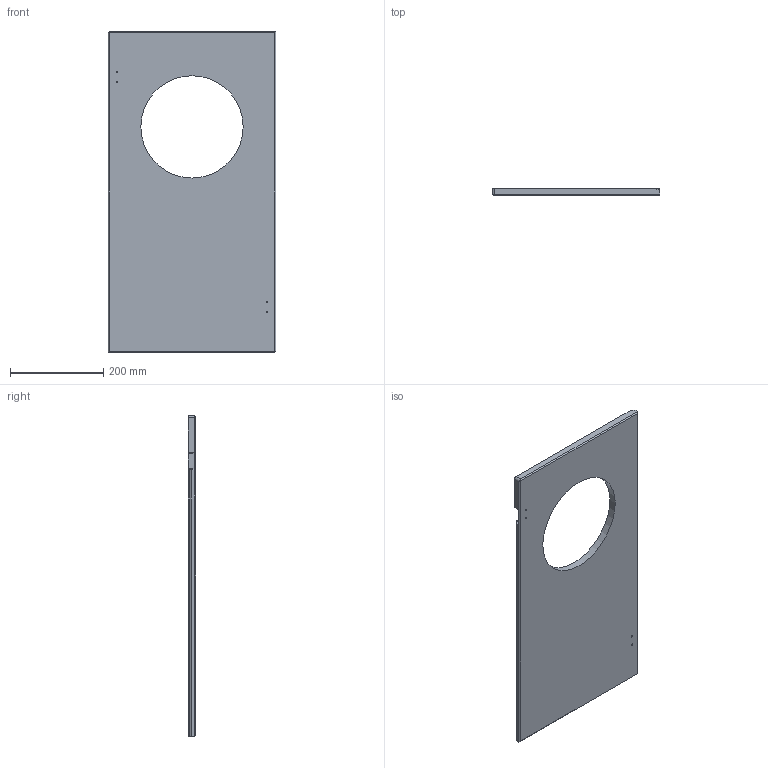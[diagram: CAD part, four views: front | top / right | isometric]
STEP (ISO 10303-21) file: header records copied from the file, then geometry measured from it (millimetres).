
FILE_DESCRIPTION(/* description */ (''),/* implementation_level */ '2;1');
FILE_NAME(/* name */ 'Updated Cover (Vibrometer).stp',/* time_stamp */ '2025-03-28T16:37:55-04:00',/* author */ ('mayhe'),/* organization */ (''),/* preprocessor_version */ 'ST-DEVELOPER v20',/* originating_system */ 'Autodesk Inventor 2025',/* authorisation */ '');
FILE_SCHEMA (('AUTOMOTIVE_DESIGN { 1 0 10303 214 3 1 1 }'));
Length unit declared in the file: millimetre
Products named in the file (1): Updated Cover (Vibrometer)
Bounding box: 360 x 15.88 x 690 mm (x, y, z)
Volume: 3276045.9 mm3; surface area: 467110.1 mm2
Topology: 1 solids, 1 shells, 127 faces, 329 edges, 204 vertices
Faces by surface type: cylinder 55, cone 48, plane 24
Full cylindrical faces by diameter (mm): 3.242 x4, 4.134 x40, 4.917 x4, 220 x1
Entity records: 3698 total; most frequent: DIRECTION 661, CARTESIAN_POINT 617, ORIENTED_EDGE 570, EDGE_CURVE 285, AXIS2_PLACEMENT_3D 248, VERTEX_POINT 204, EDGE_LOOP 181, LINE 165
